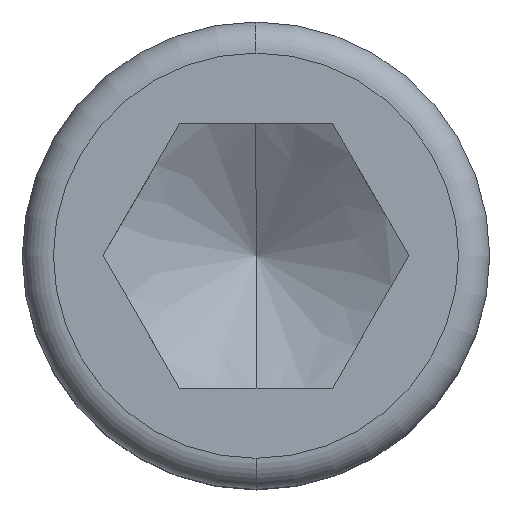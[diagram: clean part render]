
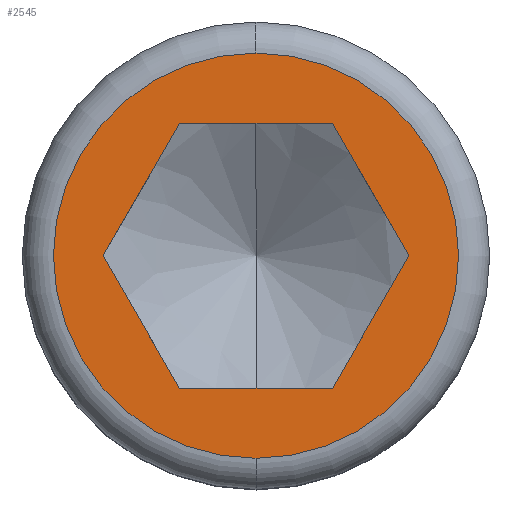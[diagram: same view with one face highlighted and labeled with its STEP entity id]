
A CAD part, top view. The second image highlights one B-rep face of the part: STEP entity #2545.
In plain terms, the highlighted planar face has unit normal (0, 0, 1).
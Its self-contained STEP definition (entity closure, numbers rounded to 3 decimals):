
#1161=VERTEX_POINT('',#3133);
#1401=EDGE_CURVE('',#2519,#2487,#3407,.T.);
#1407=EDGE_CURVE('',#1161,#2279,#3414,.T.);
#1451=VERTEX_POINT('',#3461);
#1479=EDGE_CURVE('',#2279,#1161,#3491,.T.);
#2071=VERTEX_POINT('',#4178);
#2259=EDGE_CURVE('',#2487,#1451,#4389,.T.);
#2277=EDGE_CURVE('',#1451,#2659,#4411,.T.);
#2279=VERTEX_POINT('',#4413);
#2307=EDGE_CURVE('',#2659,#2071,#4441,.T.);
#2467=EDGE_CURVE('',#2745,#2519,#4630,.T.);
#2487=VERTEX_POINT('',#4651);
#2519=VERTEX_POINT('',#4689);
#2545=ADVANCED_FACE('',(#4719,#4720),#4721,.T.);
#2659=VERTEX_POINT('',#4850);
#2671=EDGE_CURVE('',#2071,#2745,#4864,.T.);
#2745=VERTEX_POINT('',#4950);
#3133=CARTESIAN_POINT('',(0.,-13.0,20.));
#3407=LINE('',#5826,#5827);
#3414=CIRCLE('',#5837,13.0);
#3461=CARTESIAN_POINT('',(-9.818,0.0,20.));
#3491=CIRCLE('',#5955,13.0);
#4178=CARTESIAN_POINT('',(4.909,8.502,20.));
#4389=LINE('',#7233,#7234);
#4411=LINE('',#7261,#7262);
#4413=CARTESIAN_POINT('',(0.,13.0,20.));
#4441=LINE('',#7304,#7305);
#4630=LINE('',#7569,#7570);
#4651=CARTESIAN_POINT('',(-4.909,-8.502,20.));
#4689=CARTESIAN_POINT('',(4.909,-8.502,20.));
#4719=FACE_BOUND('',#7691,.T.);
#4720=FACE_OUTER_BOUND('',#7692,.T.);
#4721=PLANE('',#7693);
#4850=CARTESIAN_POINT('',(-4.909,8.502,20.));
#4864=LINE('',#7898,#7899);
#4950=CARTESIAN_POINT('',(9.818,0.,20.));
#5826=CARTESIAN_POINT('',(-2.454,-8.502,20.));
#5827=VECTOR('',#8829,1.0);
#5837=AXIS2_PLACEMENT_3D('',#8838,#8839,#8840);
#5955=AXIS2_PLACEMENT_3D('',#8907,#8908,#8909);
#7233=CARTESIAN_POINT('',(-8.59,-2.126,20.));
#7234=VECTOR('',#10042,1.0);
#7261=CARTESIAN_POINT('',(-6.136,6.377,20.));
#7262=VECTOR('',#10074,1.0);
#7304=CARTESIAN_POINT('',(2.454,8.502,20.));
#7305=VECTOR('',#10087,1.0);
#7569=CARTESIAN_POINT('',(6.136,-6.377,20.));
#7570=VECTOR('',#10354,1.0);
#7691=EDGE_LOOP('',(#10463,#10464,#10465,#10466,#10467,#10468));
#7692=EDGE_LOOP('',(#10469,#10470));
#7693=AXIS2_PLACEMENT_3D('',#10471,#10472,#10473);
#7898=CARTESIAN_POINT('',(8.59,2.126,20.));
#7899=VECTOR('',#10633,1.0);
#8829=DIRECTION('',(-1.0,0.0,0.0));
#8838=CARTESIAN_POINT('',(0.,0.,20.));
#8839=DIRECTION('',(0.0,0.0,1.0));
#8840=DIRECTION('',(-1.0,0.0,0.0));
#8907=CARTESIAN_POINT('',(0.,0.,20.));
#8908=DIRECTION('',(0.0,0.0,1.0));
#8909=DIRECTION('',(-1.0,0.0,0.0));
#10042=DIRECTION('',(-0.5,0.866,0.0));
#10074=DIRECTION('',(0.5,0.866,0.0));
#10087=DIRECTION('',(1.0,0.0,0.0));
#10354=DIRECTION('',(-0.5,-0.866,0.0));
#10463=ORIENTED_EDGE('',*,*,#2259,.T.);
#10464=ORIENTED_EDGE('',*,*,#2277,.T.);
#10465=ORIENTED_EDGE('',*,*,#2307,.T.);
#10466=ORIENTED_EDGE('',*,*,#2671,.T.);
#10467=ORIENTED_EDGE('',*,*,#2467,.T.);
#10468=ORIENTED_EDGE('',*,*,#1401,.T.);
#10469=ORIENTED_EDGE('',*,*,#1407,.T.);
#10470=ORIENTED_EDGE('',*,*,#1479,.T.);
#10471=CARTESIAN_POINT('',(0.,-12.409,20.));
#10472=DIRECTION('',(0.0,0.0,1.0));
#10473=DIRECTION('',(0.,-1.0,0.0));
#10633=DIRECTION('',(0.5,-0.866,0.0));
